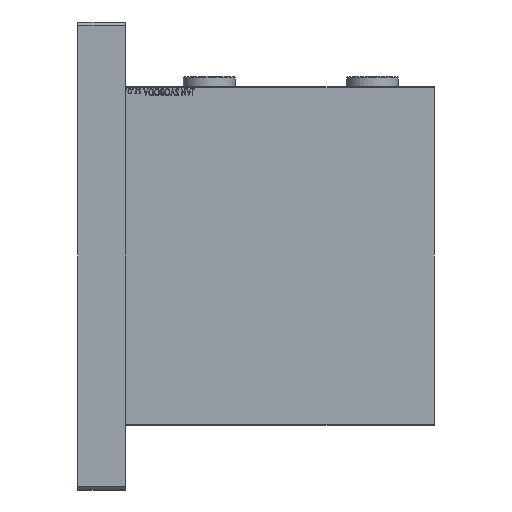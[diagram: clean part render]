
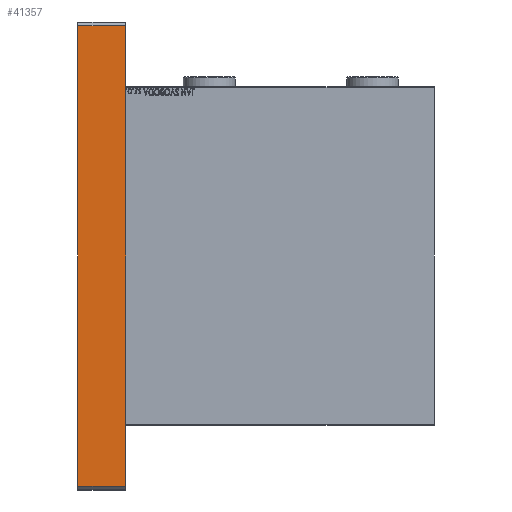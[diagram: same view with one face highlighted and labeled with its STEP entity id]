
A CAD part, front view. The second image highlights one B-rep face of the part: STEP entity #41357.
In plain terms, the highlighted planar face has unit normal (0, -1, 0).
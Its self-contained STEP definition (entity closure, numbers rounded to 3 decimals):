
#1185 = DIRECTION ( 'NONE',  ( 0., 0., 1. ) ) ;
#3110 = VERTEX_POINT ( 'NONE', #24558 ) ;
#4183 = EDGE_LOOP ( 'NONE', ( #27898, #44295, #18579, #11359 ) ) ;
#4713 = LINE ( 'NONE', #22981, #18009 ) ;
#6916 = CARTESIAN_POINT ( 'NONE',  ( 115.5, -70., 0. ) ) ;
#8073 = EDGE_CURVE ( 'NONE', #11595, #3110, #32643, .T. ) ;
#8559 = DIRECTION ( 'NONE',  ( 0., 0., 1. ) ) ;
#10551 = CARTESIAN_POINT ( 'NONE',  ( -115.5, -70., 24. ) ) ;
#10982 = CARTESIAN_POINT ( 'NONE',  ( -117.5, -70., 24. ) ) ;
#11359 = ORIENTED_EDGE ( 'NONE', *, *, #8073, .T. ) ;
#11595 = VERTEX_POINT ( 'NONE', #28541 ) ;
#12748 = VECTOR ( 'NONE', #39849, 1000. ) ;
#15512 = VERTEX_POINT ( 'NONE', #6916 ) ;
#16083 = PLANE ( 'NONE',  #18076 ) ;
#18009 = VECTOR ( 'NONE', #8559, 1000. ) ;
#18076 = AXIS2_PLACEMENT_3D ( 'NONE', #19439, #34080, #1185 ) ;
#18579 = ORIENTED_EDGE ( 'NONE', *, *, #21738, .F. ) ;
#19439 = CARTESIAN_POINT ( 'NONE',  ( -117.5, -70., 24. ) ) ;
#19729 = VECTOR ( 'NONE', #39922, 1000. ) ;
#21738 = EDGE_CURVE ( 'NONE', #11595, #27111, #28334, .T. ) ;
#21814 = DIRECTION ( 'NONE',  ( 1., 0., 0. ) ) ;
#22981 = CARTESIAN_POINT ( 'NONE',  ( 115.5, -70., 24. ) ) ;
#24558 = CARTESIAN_POINT ( 'NONE',  ( -115.5, -70., 0. ) ) ;
#25289 = CARTESIAN_POINT ( 'NONE',  ( -117.5, -70., 0. ) ) ;
#27111 = VERTEX_POINT ( 'NONE', #27396 ) ;
#27396 = CARTESIAN_POINT ( 'NONE',  ( 115.5, -70., 24. ) ) ;
#27898 = ORIENTED_EDGE ( 'NONE', *, *, #44941, .T. ) ;
#28334 = LINE ( 'NONE', #10982, #29207 ) ;
#28541 = CARTESIAN_POINT ( 'NONE',  ( -115.5, -70., 24. ) ) ;
#29207 = VECTOR ( 'NONE', #21814, 1000. ) ;
#30063 = LINE ( 'NONE', #25289, #19729 ) ;
#32643 = LINE ( 'NONE', #10551, #12748 ) ;
#34080 = DIRECTION ( 'NONE',  ( 0., 1., 0. ) ) ;
#37694 = FACE_OUTER_BOUND ( 'NONE', #4183, .T. ) ;
#39198 = EDGE_CURVE ( 'NONE', #15512, #27111, #4713, .T. ) ;
#39849 = DIRECTION ( 'NONE',  ( 0., 0., -1. ) ) ;
#39922 = DIRECTION ( 'NONE',  ( 1., 0., 0. ) ) ;
#41357 = ADVANCED_FACE ( 'NONE', ( #37694 ), #16083, .F. ) ;
#44295 = ORIENTED_EDGE ( 'NONE', *, *, #39198, .T. ) ;
#44941 = EDGE_CURVE ( 'NONE', #3110, #15512, #30063, .T. ) ;
